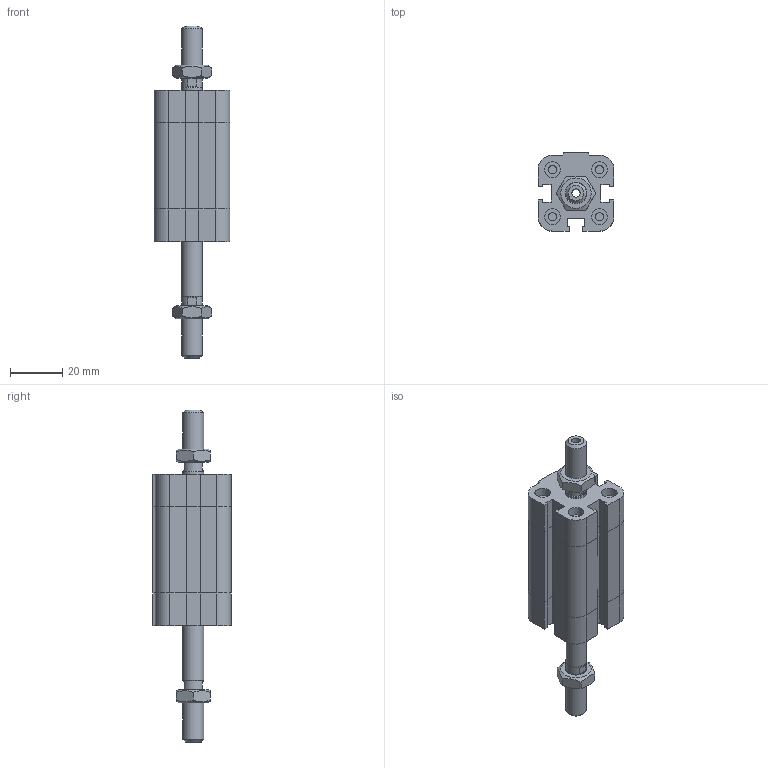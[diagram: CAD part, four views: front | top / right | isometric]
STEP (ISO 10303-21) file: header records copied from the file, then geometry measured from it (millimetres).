
FILE_DESCRIPTION((''),'2;1');
FILE_NAME('1581_16_0020_05_1.iam.stp','2009-04-20T14:59:35',(''),(''),'Autodesk Inventor 2009','Autodesk Inventor 2009','');
FILE_SCHEMA(('AUTOMOTIVE_DESIGN { 1 0 10303 214 1 1 1 1 }'));
Length unit declared in the file: millimetre
Products named in the file (4): 1581_16_0020_05_1; 1581_16_0020_03_1_C; 1561_16_0020_05_1_S; DBM8
Assembly tree (4 placements, depth 2):
  1581_16_0020_05_1
    1581_16_0020_03_1_C
    1561_16_0020_05_1_S
    DBM8  x2
Bounding box: 29 x 30 x 127 mm (x, y, z)
Volume: 43762.2 mm3; surface area: 18845.5 mm2
Topology: 4 solids, 4 shells, 203 faces, 448 edges, 273 vertices
Faces by surface type: plane 129, bspline 36, cylinder 25, cone 13
Full cylindrical faces by diameter (mm): 3.242 x4, 6 x4, 6.5 x1, 7.8 x2, 8 x2
Entity records: 5262 total; most frequent: CARTESIAN_POINT 1195, DIRECTION 764, ORIENTED_EDGE 732, EDGE_CURVE 366, VECTOR 258, LINE 258, EDGE_LOOP 254, AXIS2_PLACEMENT_3D 253
